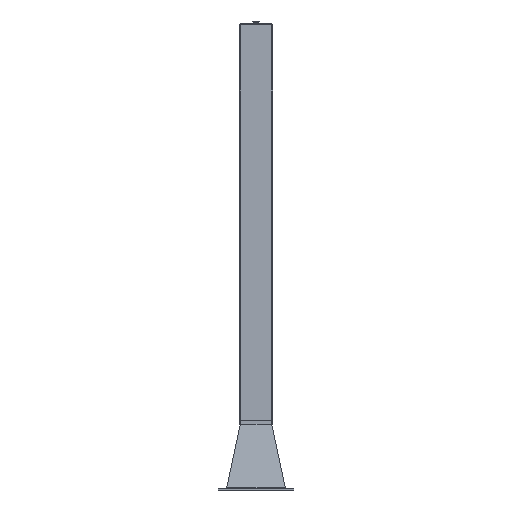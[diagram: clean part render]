
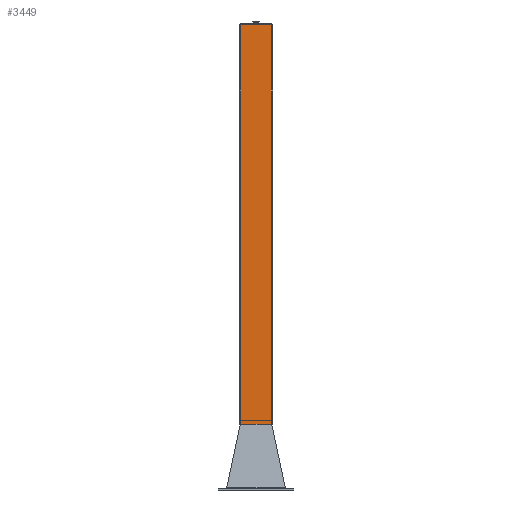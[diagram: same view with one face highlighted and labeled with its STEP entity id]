
A CAD part, left-side view. The second image highlights one B-rep face of the part: STEP entity #3449.
In plain terms, the highlighted planar face has unit normal (-1, 0, 0).
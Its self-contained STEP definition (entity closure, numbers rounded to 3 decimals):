
#3449=ADVANCED_FACE('',(#6033),#6034,.F.);
#6033=FACE_OUTER_BOUND('',#14265,.T.);
#6034=PLANE('',#14266);
#14265=EDGE_LOOP('',(#25244,#25245,#25246,#25247));
#14266=AXIS2_PLACEMENT_3D('',#25248,#25249,#25250);
#25244=ORIENTED_EDGE('',*,*,#27643,.F.);
#25245=ORIENTED_EDGE('',*,*,#27654,.T.);
#25246=ORIENTED_EDGE('',*,*,#27655,.T.);
#25247=ORIENTED_EDGE('',*,*,#27656,.T.);
#25248=CARTESIAN_POINT('',(-125.0,19.444,27.778));
#25249=DIRECTION('',(1.0,0.0,0.0));
#25250=DIRECTION('',(0.0,0.0,-1.0));
#27643=EDGE_CURVE('',#30155,#30157,#30158,.T.);
#27654=EDGE_CURVE('',#30155,#30175,#30176,.T.);
#27655=EDGE_CURVE('',#30175,#30177,#30178,.T.);
#27656=EDGE_CURVE('',#30177,#30157,#30179,.F.);
#30155=VERTEX_POINT('',#35844);
#30157=VERTEX_POINT('',#35846);
#30158=LINE('',#35847,#35848);
#30175=VERTEX_POINT('',#35870);
#30176=LINE('',#35871,#35872);
#30177=VERTEX_POINT('',#35873);
#30178=LINE('',#35874,#35875);
#30179=LINE('',#35876,#35877);
#35844=CARTESIAN_POINT('',(-125.0,7.444,27.778));
#35846=CARTESIAN_POINT('',(-125.0,-218.556,27.778));
#35847=CARTESIAN_POINT('',(-125.0,19.444,27.778));
#35848=VECTOR('',#38686,1.0);
#35870=CARTESIAN_POINT('',(-125.0,7.444,-2972.222));
#35871=CARTESIAN_POINT('',(-125.0,7.444,27.778));
#35872=VECTOR('',#38701,1.0);
#35873=CARTESIAN_POINT('',(-125.0,-218.556,-2972.222));
#35874=CARTESIAN_POINT('',(-125.0,19.444,-2972.222));
#35875=VECTOR('',#38702,1.0);
#35876=CARTESIAN_POINT('',(-125.0,-218.556,27.778));
#35877=VECTOR('',#38703,1.0);
#38686=DIRECTION('',(0.0,-1.0,0.0));
#38701=DIRECTION('',(0.0,0.0,-1.0));
#38702=DIRECTION('',(0.0,-1.0,0.0));
#38703=DIRECTION('',(0.0,0.0,-1.0));
